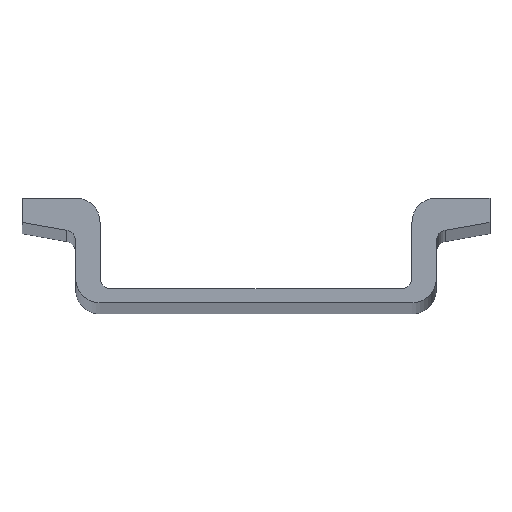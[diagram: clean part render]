
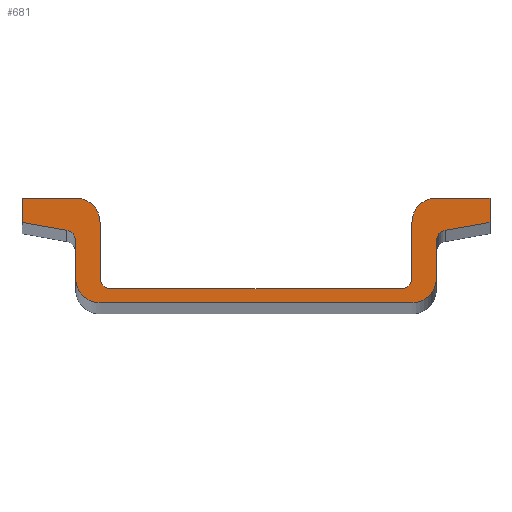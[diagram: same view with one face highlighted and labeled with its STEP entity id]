
A CAD part, top view. The second image highlights one B-rep face of the part: STEP entity #681.
In plain terms, the highlighted planar face has unit normal (0, 0, 1).
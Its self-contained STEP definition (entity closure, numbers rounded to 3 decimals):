
#24 = VERTEX_POINT('',#25);
#25 = CARTESIAN_POINT('',(-12.16,0.,486.));
#31 = EDGE_CURVE('',#24,#32,#34,.T.);
#32 = VERTEX_POINT('',#33);
#33 = CARTESIAN_POINT('',(-12.16,4.22,486.));
#34 = LINE('',#35,#36);
#35 = CARTESIAN_POINT('',(-12.16,0.,486.));
#36 = VECTOR('',#37,1.);
#37 = DIRECTION('',(0.,1.,0.));
#62 = EDGE_CURVE('',#32,#63,#65,.T.);
#63 = VERTEX_POINT('',#64);
#64 = CARTESIAN_POINT('',(-14.,6.06,486.));
#65 = CIRCLE('',#66,1.84);
#66 = AXIS2_PLACEMENT_3D('',#67,#68,#69);
#67 = CARTESIAN_POINT('',(-14.,4.22,486.));
#68 = DIRECTION('',(0.,0.,1.));
#69 = DIRECTION('',(1.,0.,0.));
#95 = EDGE_CURVE('',#63,#96,#98,.T.);
#96 = VERTEX_POINT('',#97);
#97 = CARTESIAN_POINT('',(-18.05,6.06,486.));
#98 = LINE('',#99,#100);
#99 = CARTESIAN_POINT('',(-14.,6.06,486.));
#100 = VECTOR('',#101,1.);
#101 = DIRECTION('',(-1.,0.,0.));
#126 = EDGE_CURVE('',#96,#127,#129,.T.);
#127 = VERTEX_POINT('',#128);
#128 = CARTESIAN_POINT('',(-18.05,4.22,486.));
#129 = LINE('',#130,#131);
#130 = CARTESIAN_POINT('',(-18.05,6.06,486.));
#131 = VECTOR('',#132,1.);
#132 = DIRECTION('',(0.,-1.,0.));
#157 = EDGE_CURVE('',#127,#158,#160,.T.);
#158 = VERTEX_POINT('',#159);
#159 = CARTESIAN_POINT('',(-14.661,3.622,486.));
#160 = LINE('',#161,#162);
#161 = CARTESIAN_POINT('',(-18.05,4.22,486.));
#162 = VECTOR('',#163,1.);
#163 = DIRECTION('',(0.985,-0.174,0.));
#190 = VERTEX_POINT('',#191);
#191 = CARTESIAN_POINT('',(-14.,2.835,486.));
#197 = EDGE_CURVE('',#190,#158,#198,.T.);
#198 = CIRCLE('',#199,0.8);
#199 = AXIS2_PLACEMENT_3D('',#200,#201,#202);
#200 = CARTESIAN_POINT('',(-14.8,2.835,486.));
#201 = DIRECTION('',(0.,0.,1.));
#202 = DIRECTION('',(1.,0.,0.));
#221 = EDGE_CURVE('',#190,#222,#224,.T.);
#222 = VERTEX_POINT('',#223);
#223 = CARTESIAN_POINT('',(-14.,0.,486.));
#224 = LINE('',#225,#226);
#225 = CARTESIAN_POINT('',(-14.,2.835,486.));
#226 = VECTOR('',#227,1.);
#227 = DIRECTION('',(0.,-1.,0.));
#252 = EDGE_CURVE('',#222,#253,#255,.T.);
#253 = VERTEX_POINT('',#254);
#254 = CARTESIAN_POINT('',(-12.16,-1.84,486.));
#255 = CIRCLE('',#256,1.84);
#256 = AXIS2_PLACEMENT_3D('',#257,#258,#259);
#257 = CARTESIAN_POINT('',(-12.16,0.,486.));
#258 = DIRECTION('',(0.,0.,1.));
#259 = DIRECTION('',(1.,0.,0.));
#285 = EDGE_CURVE('',#253,#286,#288,.T.);
#286 = VERTEX_POINT('',#287);
#287 = CARTESIAN_POINT('',(11.36,-1.84,486.));
#288 = LINE('',#289,#290);
#289 = CARTESIAN_POINT('',(-12.16,-1.84,486.));
#290 = VECTOR('',#291,1.);
#291 = DIRECTION('',(1.,0.,0.));
#316 = EDGE_CURVE('',#286,#317,#319,.T.);
#317 = VERTEX_POINT('',#318);
#318 = CARTESIAN_POINT('',(13.2,0.,486.));
#319 = CIRCLE('',#320,1.84);
#320 = AXIS2_PLACEMENT_3D('',#321,#322,#323);
#321 = CARTESIAN_POINT('',(11.36,0.,486.));
#322 = DIRECTION('',(0.,0.,1.));
#323 = DIRECTION('',(1.,0.,0.));
#349 = EDGE_CURVE('',#317,#350,#352,.T.);
#350 = VERTEX_POINT('',#351);
#351 = CARTESIAN_POINT('',(13.2,2.835,486.));
#352 = LINE('',#353,#354);
#353 = CARTESIAN_POINT('',(13.2,0.,486.));
#354 = VECTOR('',#355,1.);
#355 = DIRECTION('',(0.,1.,0.));
#382 = VERTEX_POINT('',#383);
#383 = CARTESIAN_POINT('',(13.861,3.622,486.));
#389 = EDGE_CURVE('',#382,#350,#390,.T.);
#390 = CIRCLE('',#391,0.8);
#391 = AXIS2_PLACEMENT_3D('',#392,#393,#394);
#392 = CARTESIAN_POINT('',(14.,2.835,486.));
#393 = DIRECTION('',(0.,0.,1.));
#394 = DIRECTION('',(1.,0.,0.));
#413 = EDGE_CURVE('',#382,#414,#416,.T.);
#414 = VERTEX_POINT('',#415);
#415 = CARTESIAN_POINT('',(17.25,4.22,486.));
#416 = LINE('',#417,#418);
#417 = CARTESIAN_POINT('',(13.861,3.622,486.));
#418 = VECTOR('',#419,1.);
#419 = DIRECTION('',(0.985,0.174,0.));
#444 = EDGE_CURVE('',#414,#445,#447,.T.);
#445 = VERTEX_POINT('',#446);
#446 = CARTESIAN_POINT('',(17.25,6.06,486.));
#447 = LINE('',#448,#449);
#448 = CARTESIAN_POINT('',(17.25,4.22,486.));
#449 = VECTOR('',#450,1.);
#450 = DIRECTION('',(0.,1.,0.));
#475 = EDGE_CURVE('',#445,#476,#478,.T.);
#476 = VERTEX_POINT('',#477);
#477 = CARTESIAN_POINT('',(13.2,6.06,486.));
#478 = LINE('',#479,#480);
#479 = CARTESIAN_POINT('',(17.25,6.06,486.));
#480 = VECTOR('',#481,1.);
#481 = DIRECTION('',(-1.,0.,0.));
#506 = EDGE_CURVE('',#476,#507,#509,.T.);
#507 = VERTEX_POINT('',#508);
#508 = CARTESIAN_POINT('',(11.36,4.22,486.));
#509 = CIRCLE('',#510,1.84);
#510 = AXIS2_PLACEMENT_3D('',#511,#512,#513);
#511 = CARTESIAN_POINT('',(13.2,4.22,486.));
#512 = DIRECTION('',(0.,0.,1.));
#513 = DIRECTION('',(1.,0.,0.));
#539 = EDGE_CURVE('',#507,#540,#542,.T.);
#540 = VERTEX_POINT('',#541);
#541 = CARTESIAN_POINT('',(11.36,0.,486.));
#542 = LINE('',#543,#544);
#543 = CARTESIAN_POINT('',(11.36,4.22,486.));
#544 = VECTOR('',#545,1.);
#545 = DIRECTION('',(0.,-1.,0.));
#572 = VERTEX_POINT('',#573);
#573 = CARTESIAN_POINT('',(10.56,-0.8,486.));
#579 = EDGE_CURVE('',#572,#540,#580,.T.);
#580 = CIRCLE('',#581,0.8);
#581 = AXIS2_PLACEMENT_3D('',#582,#583,#584);
#582 = CARTESIAN_POINT('',(10.56,0.,486.));
#583 = DIRECTION('',(0.,0.,1.));
#584 = DIRECTION('',(1.,0.,0.));
#603 = EDGE_CURVE('',#572,#604,#606,.T.);
#604 = VERTEX_POINT('',#605);
#605 = CARTESIAN_POINT('',(-11.36,-0.8,486.));
#606 = LINE('',#607,#608);
#607 = CARTESIAN_POINT('',(10.56,-0.8,486.));
#608 = VECTOR('',#609,1.);
#609 = DIRECTION('',(-1.,0.,0.));
#634 = EDGE_CURVE('',#24,#604,#635,.T.);
#635 = CIRCLE('',#636,0.8);
#636 = AXIS2_PLACEMENT_3D('',#637,#638,#639);
#637 = CARTESIAN_POINT('',(-11.36,0.,486.));
#638 = DIRECTION('',(0.,0.,1.));
#639 = DIRECTION('',(1.,0.,0.));
#681 = ADVANCED_FACE('',(#682),#704,.T.);
#682 = FACE_BOUND('',#683,.T.);
#683 = EDGE_LOOP('',(#684,#685,#686,#687,#688,#689,#690,#691,#692,#693,
    #694,#695,#696,#697,#698,#699,#700,#701,#702,#703));
#684 = ORIENTED_EDGE('',*,*,#31,.T.);
#685 = ORIENTED_EDGE('',*,*,#62,.T.);
#686 = ORIENTED_EDGE('',*,*,#95,.T.);
#687 = ORIENTED_EDGE('',*,*,#126,.T.);
#688 = ORIENTED_EDGE('',*,*,#157,.T.);
#689 = ORIENTED_EDGE('',*,*,#197,.F.);
#690 = ORIENTED_EDGE('',*,*,#221,.T.);
#691 = ORIENTED_EDGE('',*,*,#252,.T.);
#692 = ORIENTED_EDGE('',*,*,#285,.T.);
#693 = ORIENTED_EDGE('',*,*,#316,.T.);
#694 = ORIENTED_EDGE('',*,*,#349,.T.);
#695 = ORIENTED_EDGE('',*,*,#389,.F.);
#696 = ORIENTED_EDGE('',*,*,#413,.T.);
#697 = ORIENTED_EDGE('',*,*,#444,.T.);
#698 = ORIENTED_EDGE('',*,*,#475,.T.);
#699 = ORIENTED_EDGE('',*,*,#506,.T.);
#700 = ORIENTED_EDGE('',*,*,#539,.T.);
#701 = ORIENTED_EDGE('',*,*,#579,.F.);
#702 = ORIENTED_EDGE('',*,*,#603,.T.);
#703 = ORIENTED_EDGE('',*,*,#634,.F.);
#704 = PLANE('',#705);
#705 = AXIS2_PLACEMENT_3D('',#706,#707,#708);
#706 = CARTESIAN_POINT('',(-0.4,0.956,486.));
#707 = DIRECTION('',(0.,0.,1.));
#708 = DIRECTION('',(1.,0.,0.));
